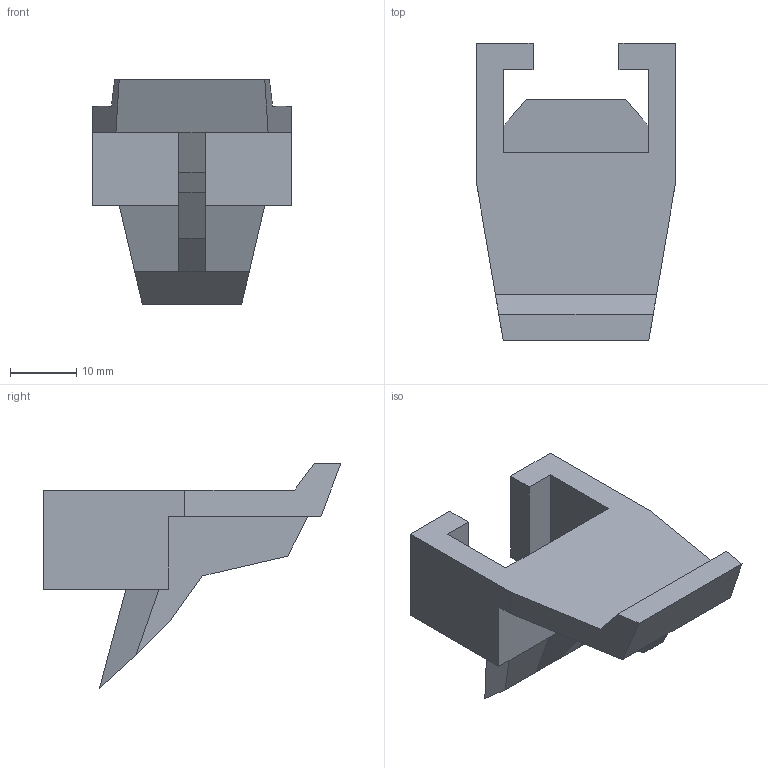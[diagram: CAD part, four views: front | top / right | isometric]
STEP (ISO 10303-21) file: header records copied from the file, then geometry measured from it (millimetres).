
FILE_DESCRIPTION(('CATIA V5 STEP Exchange'),'2;1');
FILE_NAME('piece support pour cric.stp','2019-02-20T12:48:06+00:00',('none'),('none'),'CATIA Version 5 Release 18 GA (IN-10)','CATIA V5 STEP AP203','none');
FILE_SCHEMA(('CONFIG_CONTROL_DESIGN'));
Length unit declared in the file: millimetre
Products named in the file (1): Pièce10
Bounding box: 30 x 45 x 34 mm (x, y, z)
Volume: 9117.7 mm3; surface area: 5381.1 mm2
Topology: 1 solids, 1 shells, 33 faces, 89 edges, 58 vertices
Faces by surface type: plane 33
Entity records: 1028 total; most frequent: ORIENTED_EDGE 178, CARTESIAN_POINT 176, DIRECTION 145, VECTOR 89, EDGE_CURVE 89, LINE 89, VERTEX_POINT 58, ADVANCED_FACE 33
